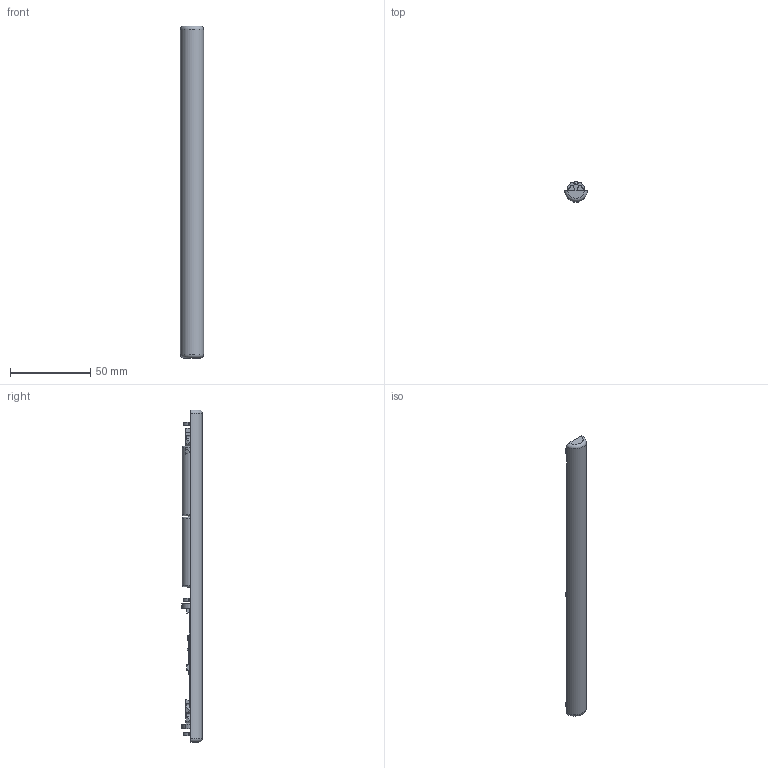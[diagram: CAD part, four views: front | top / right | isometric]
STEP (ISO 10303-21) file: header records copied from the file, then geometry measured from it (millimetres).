
FILE_DESCRIPTION(/* description */ (''),/* implementation_level */ '2;1');
FILE_NAME(/* name */ 'spellcaster case.step',/* time_stamp */ '2024-11-01T08:18:13+01:00',/* author */ (''),/* organization */ (''),/* preprocessor_version */ 'ST-DEVELOPER v20',/* originating_system */ 'Autodesk Translation Framework v13.20.0.188',/* authorisation */ '');
FILE_SCHEMA (('AUTOMOTIVE_DESIGN { 1 0 10303 214 3 1 1 }'));
Length unit declared in the file: millimetre
Products named in the file (47): spellcaster case; spellcaster-pcb v1; C_0402_1005Metric; R_0402_1005Metric; LGA-14_3x2.5mm_P0.5mm_LayoutBorder3x4y; SOLID (2); L_0402_1005Metric; SOT-23; SOLID (4); QFN-40-1EP_5x5mm_P0.4mm_EP3.6x3.6mm; SOLID (9); LED_0603_1608Metric; SOLID (5); D_SOD-323; SOLID (6); L_1206_3216Metric; SOLID (7); PCB; C_0402_1005Metric_1; C_0402_1005Metric_2; C_0402_1005Metric_3; C_0402_1005Metric_4; L_0402_1005Metric_1; C_0402_1005Metric_5; L_0402_1005Metric_2; SOLID (3); C_0402_1005Metric_6; C_0402_1005Metric_7; C_0402_1005Metric_8; C_0402_1005Metric_9; R_0402_1005Metric_1; C_0402_1005Metric_10; C_0402_1005Metric_11; C_0402_1005Metric_12; C_0402_1005Metric_13; C_0402_1005Metric_14; R_0402_1005Metric_2; R_0402_1005Metric_3; SOLID (1); C_0402_1005Metric_15 ...
Assembly tree (67 placements, depth 4):
  spellcaster case
    spellcaster-pcb v1
      C_0402_1005Metric
        SOLID
      R_0402_1005Metric
        SOLID (1)
      LGA-14_3x2.5mm_P0.5mm_LayoutBorder3x4y
        SOLID (2)
      L_0402_1005Metric
        SOLID (3)
      SOT-23
        SOLID (4)
      QFN-40-1EP_5x5mm_P0.4mm_EP3.6x3.6mm
        SOLID (9)
      LED_0603_1608Metric
        SOLID (5)
      D_SOD-323
        SOLID (6)
      L_1206_3216Metric
        SOLID (7)
      PCB
      C_0402_1005Metric_1
        SOLID
      C_0402_1005Metric_2
        SOLID
      C_0402_1005Metric_3
        SOLID
      C_0402_1005Metric_4
        SOLID
      L_0402_1005Metric_1
        SOLID (3)
      C_0402_1005Metric_5
        SOLID
      L_0402_1005Metric_2
        SOLID (3)
      C_0402_1005Metric_6
        SOLID
      C_0402_1005Metric_7
        SOLID
      C_0402_1005Metric_8
        SOLID
      C_0402_1005Metric_9
        SOLID
      R_0402_1005Metric_1
        SOLID (1)
      C_0402_1005Metric_10
        SOLID
      C_0402_1005Metric_11
        SOLID
      C_0402_1005Metric_12
        SOLID
      C_0402_1005Metric_13
        SOLID
      C_0402_1005Metric_14
        SOLID
      R_0402_1005Metric_2
        SOLID (1)
      R_0402_1005Metric_3
        SOLID (1)
      C_0402_1005Metric_15
Bounding box: 14.4 x 12.65 x 207.4 mm (x, y, z)
Volume: 16763.5 mm3; surface area: 17873.2 mm2
Topology: 41 solids, 41 shells, 1651 faces, 4411 edges, 2898 vertices
Faces by surface type: plane 1132, cylinder 489, bspline 22, torus 8
Full cylindrical faces by diameter (mm): 0.2 x1, 0.3 x1, 0.4 x8, 0.5 x1, 0.8 x2, 1.1 x2, 2.2 x1, 3.8 x2, 8 x1, 10.35 x2
Entity records: 36978 total; most frequent: CARTESIAN_POINT 7147, ORIENTED_EDGE 5938, DIRECTION 5839, EDGE_CURVE 2969, LINE 2303, VECTOR 2303, VERTEX_POINT 1944, AXIS2_PLACEMENT_3D 1768
